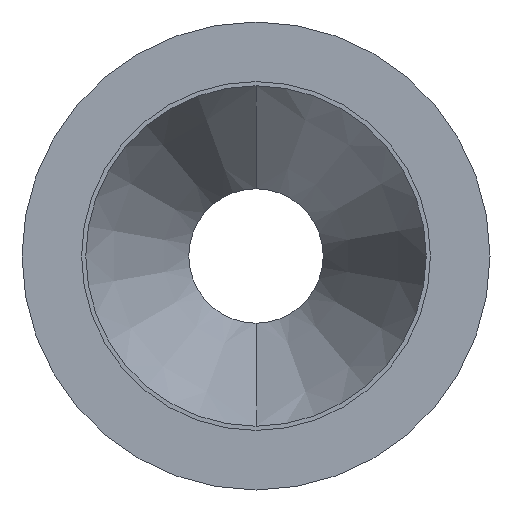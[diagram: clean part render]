
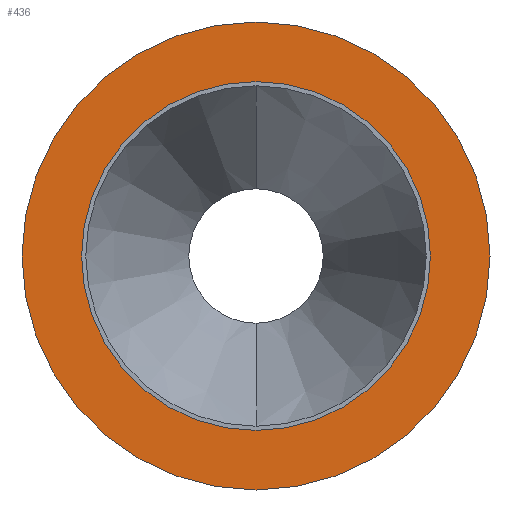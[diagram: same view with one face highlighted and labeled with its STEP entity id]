
A CAD part, front view. The second image highlights one B-rep face of the part: STEP entity #436.
In plain terms, the highlighted planar face has unit normal (0, -1, 0).
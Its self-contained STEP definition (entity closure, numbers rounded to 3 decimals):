
#16 = EDGE_CURVE ( 'NONE', #89, #388, #548, .T. ) ;
#26 = PLANE ( 'NONE',  #609 ) ;
#30 = CIRCLE ( 'NONE', #115, 20.5 ) ;
#89 = VERTEX_POINT ( 'NONE', #233 ) ;
#96 = FACE_OUTER_BOUND ( 'NONE', #604, .T. ) ;
#101 = ORIENTED_EDGE ( 'NONE', *, *, #506, .F. ) ;
#115 = AXIS2_PLACEMENT_3D ( 'NONE', #323, #740, #380 ) ;
#120 = ORIENTED_EDGE ( 'NONE', *, *, #16, .T. ) ;
#202 = DIRECTION ( 'NONE',  ( 0., -1., 0. ) ) ;
#218 = CARTESIAN_POINT ( 'NONE',  ( 0., 0., 0. ) ) ;
#233 = CARTESIAN_POINT ( 'NONE',  ( 0., 0., -27.5 ) ) ;
#245 = DIRECTION ( 'NONE',  ( 0., 0., -1. ) ) ;
#260 = CARTESIAN_POINT ( 'NONE',  ( 0., 0., 27.5 ) ) ;
#264 = DIRECTION ( 'NONE',  ( 0., 1., 0. ) ) ;
#277 = DIRECTION ( 'NONE',  ( 0., 0., -1. ) ) ;
#294 = AXIS2_PLACEMENT_3D ( 'NONE', #561, #202, #627 ) ;
#309 = CARTESIAN_POINT ( 'NONE',  ( 0., 0., 0. ) ) ;
#323 = CARTESIAN_POINT ( 'NONE',  ( 0., 0., 0. ) ) ;
#330 = CIRCLE ( 'NONE', #294, 27.5 ) ;
#360 = AXIS2_PLACEMENT_3D ( 'NONE', #218, #641, #277 ) ;
#374 = EDGE_CURVE ( 'NONE', #519, #612, #30, .T. ) ;
#380 = DIRECTION ( 'NONE',  ( 0., 0., -1. ) ) ;
#384 = CARTESIAN_POINT ( 'NONE',  ( -20.5, 0., 0. ) ) ;
#388 = VERTEX_POINT ( 'NONE', #260 ) ;
#402 = CARTESIAN_POINT ( 'NONE',  ( 0., 0., 20.5 ) ) ;
#420 = EDGE_CURVE ( 'NONE', #388, #89, #330, .T. ) ;
#429 = AXIS2_PLACEMENT_3D ( 'NONE', #309, #671, #245 ) ;
#436 = ADVANCED_FACE ( 'NONE', ( #719, #96 ), #26, .F. ) ;
#448 = CIRCLE ( 'NONE', #360, 20.5 ) ;
#506 = EDGE_CURVE ( 'NONE', #612, #519, #448, .T. ) ;
#519 = VERTEX_POINT ( 'NONE', #402 ) ;
#523 = CARTESIAN_POINT ( 'NONE',  ( 0., 0., -20.5 ) ) ;
#548 = CIRCLE ( 'NONE', #429, 27.5 ) ;
#561 = CARTESIAN_POINT ( 'NONE',  ( 0., 0., 0. ) ) ;
#604 = EDGE_LOOP ( 'NONE', ( #120, #674 ) ) ;
#609 = AXIS2_PLACEMENT_3D ( 'NONE', #384, #264, #687 ) ;
#612 = VERTEX_POINT ( 'NONE', #523 ) ;
#627 = DIRECTION ( 'NONE',  ( 0., 0., -1. ) ) ;
#641 = DIRECTION ( 'NONE',  ( 0., -1., 0. ) ) ;
#666 = EDGE_LOOP ( 'NONE', ( #101, #722 ) ) ;
#671 = DIRECTION ( 'NONE',  ( 0., -1., 0. ) ) ;
#674 = ORIENTED_EDGE ( 'NONE', *, *, #420, .T. ) ;
#687 = DIRECTION ( 'NONE',  ( 0., 0., 1. ) ) ;
#719 = FACE_BOUND ( 'NONE', #666, .T. ) ;
#722 = ORIENTED_EDGE ( 'NONE', *, *, #374, .F. ) ;
#740 = DIRECTION ( 'NONE',  ( 0., -1., 0. ) ) ;
